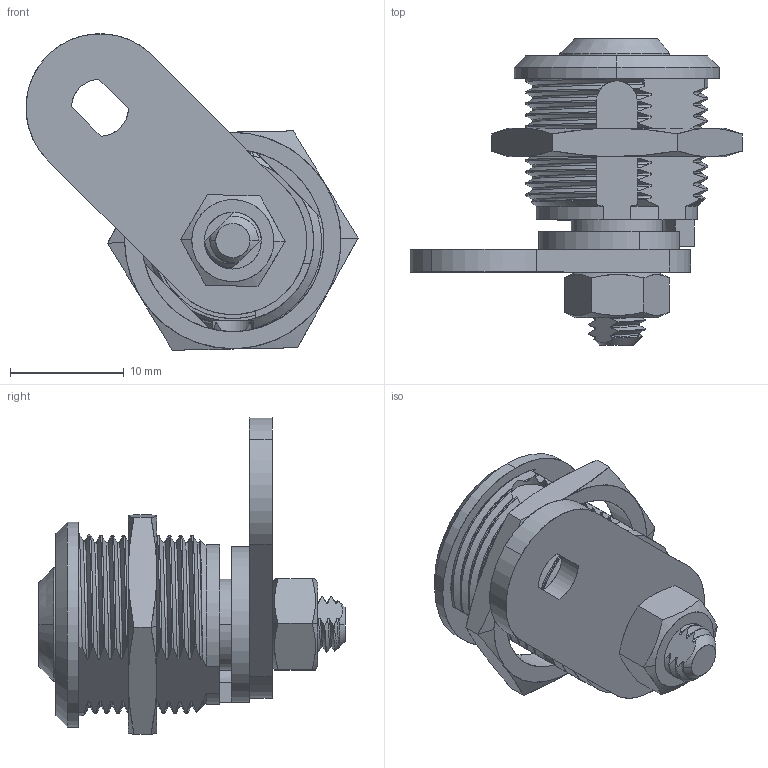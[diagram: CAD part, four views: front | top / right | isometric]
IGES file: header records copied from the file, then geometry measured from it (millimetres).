
Start section: SolidWorks IGES file using analytic representation for surfaces
Global section: file name: C23 KC-210.IGS; native system: SolidWorks 2012; preprocessor: SolidWorks 2012; author: KJ04; date: 120808.143417; units: millimetre
Bounding box: 29.16 x 26.9 x 27.8 mm (x, y, z)
Surface area: 4334.1 mm2 (no closed solid volume)
Topology: 0 solids, 0 shells, 368 faces, 5187 edges, 5124 vertices
Faces by surface type: bspline 251, revolution 117
